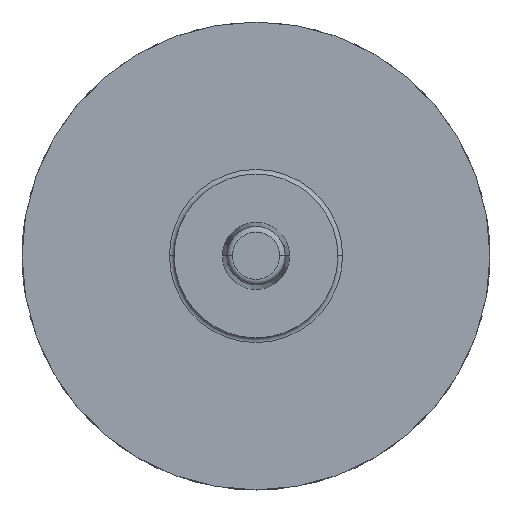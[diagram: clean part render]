
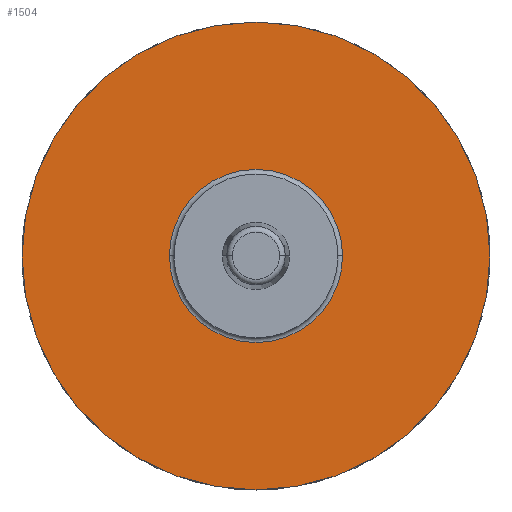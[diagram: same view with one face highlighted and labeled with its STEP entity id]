
A CAD part, top view. The second image highlights one B-rep face of the part: STEP entity #1504.
In plain terms, the highlighted planar face has unit normal (0, 0, 1).
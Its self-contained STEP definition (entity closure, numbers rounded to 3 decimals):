
#4 = AXIS2_PLACEMENT_3D ( 'NONE', #907, #1459, #1324 ) ;
#7 = EDGE_CURVE ( 'NONE', #738, #1022, #1212, .T. ) ;
#23 = CARTESIAN_POINT ( 'NONE',  ( 18.5, 0., 38. ) ) ;
#26 = CARTESIAN_POINT ( 'NONE',  ( -18.5, 0., 38. ) ) ;
#72 = DIRECTION ( 'NONE',  ( -1., 0., 0. ) ) ;
#83 = EDGE_LOOP ( 'NONE', ( #1644, #1527 ) ) ;
#176 = DIRECTION ( 'NONE',  ( 0., 0., -1. ) ) ;
#190 = VERTEX_POINT ( 'NONE', #441 ) ;
#299 = DIRECTION ( 'NONE',  ( 0., 0., -1. ) ) ;
#339 = AXIS2_PLACEMENT_3D ( 'NONE', #457, #176, #598 ) ;
#366 = EDGE_CURVE ( 'NONE', #190, #1087, #1716, .T. ) ;
#376 = CARTESIAN_POINT ( 'NONE',  ( 50., 0., 38. ) ) ;
#441 = CARTESIAN_POINT ( 'NONE',  ( -50., 0., 38. ) ) ;
#457 = CARTESIAN_POINT ( 'NONE',  ( 0., 0., 38. ) ) ;
#598 = DIRECTION ( 'NONE',  ( -1., 0., 0. ) ) ;
#636 = ORIENTED_EDGE ( 'NONE', *, *, #366, .F. ) ;
#738 = VERTEX_POINT ( 'NONE', #23 ) ;
#757 = EDGE_LOOP ( 'NONE', ( #636, #1097 ) ) ;
#817 = CIRCLE ( 'NONE', #926, 18.5 ) ;
#878 = FACE_OUTER_BOUND ( 'NONE', #757, .T. ) ;
#907 = CARTESIAN_POINT ( 'NONE',  ( 0., 0., 38. ) ) ;
#926 = AXIS2_PLACEMENT_3D ( 'NONE', #971, #299, #1257 ) ;
#971 = CARTESIAN_POINT ( 'NONE',  ( 0., 0., 38. ) ) ;
#977 = FACE_BOUND ( 'NONE', #83, .T. ) ;
#1022 = VERTEX_POINT ( 'NONE', #26 ) ;
#1087 = VERTEX_POINT ( 'NONE', #376 ) ;
#1097 = ORIENTED_EDGE ( 'NONE', *, *, #1165, .F. ) ;
#1129 = EDGE_CURVE ( 'NONE', #1022, #738, #817, .T. ) ;
#1133 = AXIS2_PLACEMENT_3D ( 'NONE', #1437, #1573, #1585 ) ;
#1140 = DIRECTION ( 'NONE',  ( 0., 0., -1. ) ) ;
#1146 = CARTESIAN_POINT ( 'NONE',  ( 0., 0., 38. ) ) ;
#1165 = EDGE_CURVE ( 'NONE', #1087, #190, #1578, .T. ) ;
#1212 = CIRCLE ( 'NONE', #1133, 18.5 ) ;
#1257 = DIRECTION ( 'NONE',  ( -1., 0., 0. ) ) ;
#1280 = PLANE ( 'NONE',  #1762 ) ;
#1324 = DIRECTION ( 'NONE',  ( -1., 0., 0. ) ) ;
#1437 = CARTESIAN_POINT ( 'NONE',  ( 0., 0., 38. ) ) ;
#1459 = DIRECTION ( 'NONE',  ( 0., 0., -1. ) ) ;
#1504 = ADVANCED_FACE ( 'NONE', ( #977, #878 ), #1280, .F. ) ;
#1527 = ORIENTED_EDGE ( 'NONE', *, *, #7, .T. ) ;
#1573 = DIRECTION ( 'NONE',  ( 0., 0., -1. ) ) ;
#1578 = CIRCLE ( 'NONE', #339, 50. ) ;
#1585 = DIRECTION ( 'NONE',  ( -1., 0., 0. ) ) ;
#1644 = ORIENTED_EDGE ( 'NONE', *, *, #1129, .T. ) ;
#1716 = CIRCLE ( 'NONE', #4, 50. ) ;
#1762 = AXIS2_PLACEMENT_3D ( 'NONE', #1146, #1140, #72 ) ;
